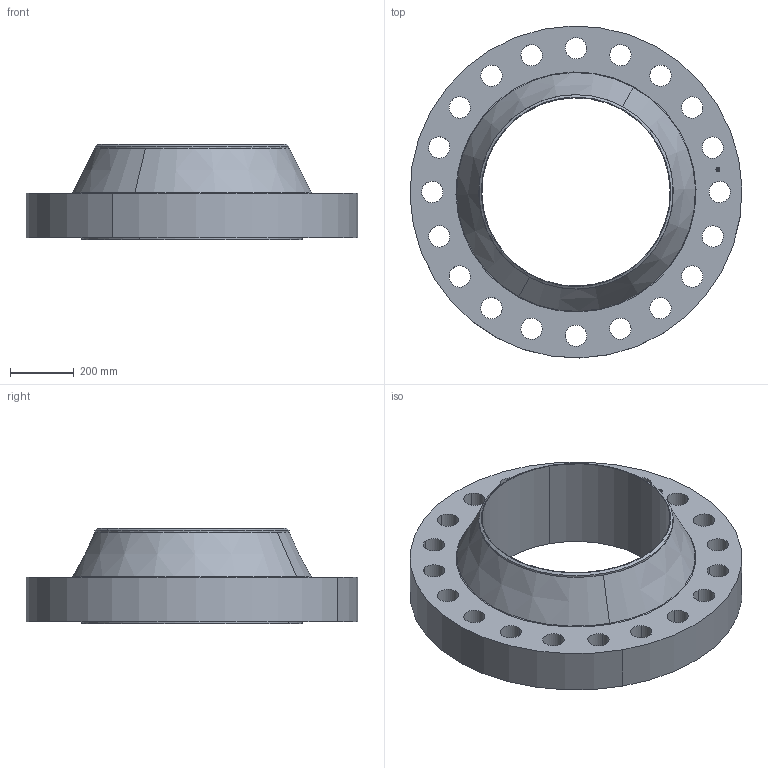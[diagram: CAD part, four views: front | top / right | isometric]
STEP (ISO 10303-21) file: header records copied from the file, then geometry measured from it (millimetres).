
FILE_DESCRIPTION(('3D STEP'),'2;1');
FILE_NAME('24-900-WELD-NECK-RF-20-FLANGE.stp','2013-03-04T06:21:29+00:00',('Texas Flange'),(''),'CATIA Version 5 Release 20 SP 6 (IN-10)','CATIA V5 STEP AP214','800-826-3801');
FILE_SCHEMA(('AUTOMOTIVE_DESIGN { 1 0 10303 214 1 1 1 1 }'));
Length unit declared in the file: inch
Products named in the file (1): 24-900-WELD-NECK-RF-20-FLANGE
Bounding box: 1041.11 x 1041.11 x 298.45 mm (x, y, z)
Volume: 84406621.8 mm3; surface area: 2826859.5 mm2
Topology: 1 solids, 1 shells, 443 faces, 1262 edges, 840 vertices
Faces by surface type: plane 369, cylinder 68, cone 4, torus 2
Entity records: 16540 total; most frequent: ORIENTED_EDGE 2524, CARTESIAN_POINT 2485, DIRECTION 2026, EDGE_CURVE 1262, VECTOR 1116, LINE 1116, VERTEX_POINT 840, AXIS2_PLACEMENT_3D 529
